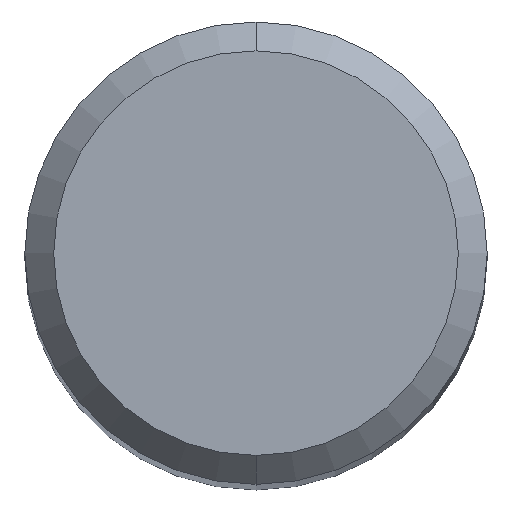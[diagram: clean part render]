
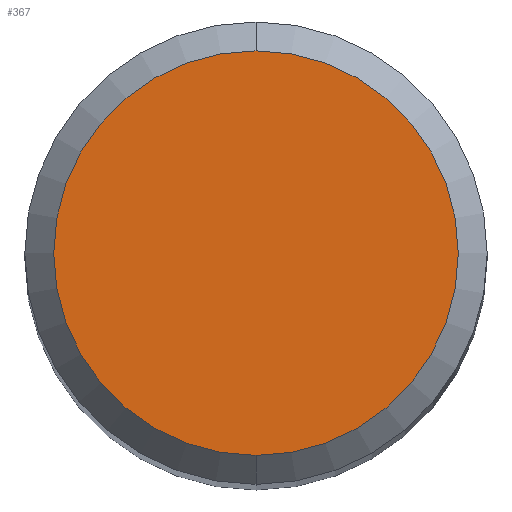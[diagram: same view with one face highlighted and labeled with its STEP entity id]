
A CAD part, top view. The second image highlights one B-rep face of the part: STEP entity #367.
In plain terms, the highlighted planar face has unit normal (0, 0, 1).
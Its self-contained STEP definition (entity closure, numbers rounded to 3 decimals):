
#231=EDGE_CURVE('',#293,#387,#620,.T.);
#293=VERTEX_POINT('',#689);
#367=ADVANCED_FACE('',(#773),#774,.T.);
#387=VERTEX_POINT('',#794);
#405=EDGE_CURVE('',#387,#293,#815,.T.);
#620=CIRCLE('',#1048,2.8);
#689=CARTESIAN_POINT('',(0.0,2.8,0.0));
#773=FACE_OUTER_BOUND('',#1356,.T.);
#774=PLANE('',#1357);
#794=CARTESIAN_POINT('',(0.,-2.8,0.0));
#815=CIRCLE('',#1442,2.8);
#1048=AXIS2_PLACEMENT_3D('',#1794,#1795,#1796);
#1356=EDGE_LOOP('',(#1991,#1992));
#1357=AXIS2_PLACEMENT_3D('',#1993,#1994,#1995);
#1442=AXIS2_PLACEMENT_3D('',#2025,#2026,#2027);
#1794=CARTESIAN_POINT('',(0.0,0.0,0.0));
#1795=DIRECTION('',(0.0,0.0,-1.0));
#1796=DIRECTION('',(0.0,1.0,0.0));
#1991=ORIENTED_EDGE('',*,*,#231,.F.);
#1992=ORIENTED_EDGE('',*,*,#405,.F.);
#1993=CARTESIAN_POINT('',(0.0,1.4,0.0));
#1994=DIRECTION('',(-0.0,0.0,1.0));
#1995=DIRECTION('',(0.0,-1.0,0.0));
#2025=CARTESIAN_POINT('',(0.0,0.0,0.0));
#2026=DIRECTION('',(0.0,0.0,-1.0));
#2027=DIRECTION('',(0.0,1.0,0.0));
